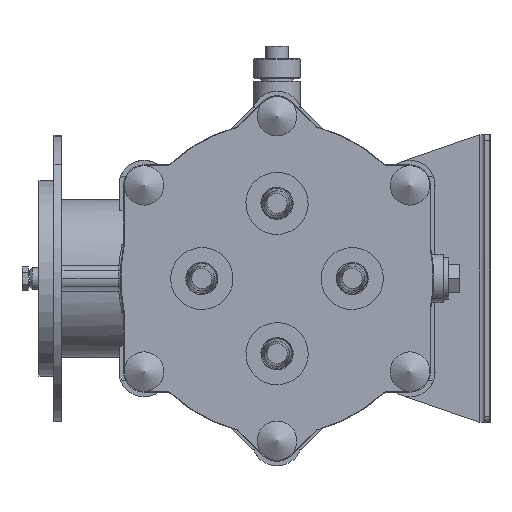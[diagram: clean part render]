
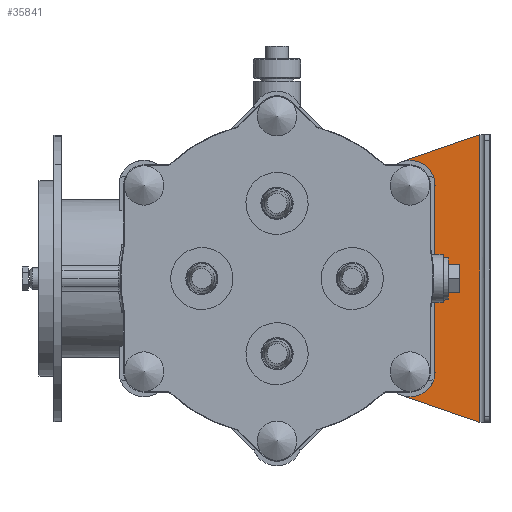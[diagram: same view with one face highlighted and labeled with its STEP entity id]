
A CAD part, left-side view. The second image highlights one B-rep face of the part: STEP entity #35841.
In plain terms, the highlighted planar face has unit normal (-1, 0, 0).
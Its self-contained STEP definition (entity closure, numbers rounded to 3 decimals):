
#1971=CIRCLE('',#37865,20.);
#1980=CIRCLE('',#37877,20.);
#1995=CIRCLE('',#37914,20.);
#2007=CIRCLE('',#37929,20.);
#2096=CIRCLE('',#38096,112.55);
#3451=LINE('',#52465,#6348);
#3456=LINE('',#52480,#6353);
#3466=LINE('',#52587,#6363);
#6348=VECTOR('',#42363,10.);
#6353=VECTOR('',#42378,10.);
#6363=VECTOR('',#42394,10.);
#9140=FACE_OUTER_BOUND('',#11180,.T.);
#11180=EDGE_LOOP('',(#23168,#23169,#23170,#23171,#23172,#23173,#23174,#23175));
#13628=VERTEX_POINT('',#51930);
#13633=VERTEX_POINT('',#51940);
#13643=VERTEX_POINT('',#51965);
#13644=VERTEX_POINT('',#51969);
#13679=VERTEX_POINT('',#52083);
#13685=VERTEX_POINT('',#52104);
#13775=VERTEX_POINT('',#52459);
#13782=VERTEX_POINT('',#52478);
#17110=EDGE_CURVE('',#13633,#13628,#1971,.T.);
#17125=EDGE_CURVE('',#13644,#13643,#1980,.T.);
#17181=EDGE_CURVE('',#13643,#13679,#1995,.T.);
#17193=EDGE_CURVE('',#13628,#13685,#2007,.T.);
#17353=EDGE_CURVE('',#13775,#13679,#3451,.T.);
#17360=EDGE_CURVE('',#13633,#13782,#3456,.T.);
#17374=EDGE_CURVE('',#13782,#13775,#3466,.T.);
#17390=EDGE_CURVE('',#13644,#13685,#2096,.T.);
#23168=ORIENTED_EDGE('',*,*,#17110,.F.);
#23169=ORIENTED_EDGE('',*,*,#17360,.T.);
#23170=ORIENTED_EDGE('',*,*,#17374,.T.);
#23171=ORIENTED_EDGE('',*,*,#17353,.T.);
#23172=ORIENTED_EDGE('',*,*,#17181,.F.);
#23173=ORIENTED_EDGE('',*,*,#17125,.F.);
#23174=ORIENTED_EDGE('',*,*,#17390,.T.);
#23175=ORIENTED_EDGE('',*,*,#17193,.F.);
#32651=PLANE('',#38104);
#35841=ADVANCED_FACE('',(#9140),#32651,.F.);
#37865=AXIS2_PLACEMENT_3D('',#51942,#41829,#41830);
#37877=AXIS2_PLACEMENT_3D('',#51971,#41859,#41860);
#37914=AXIS2_PLACEMENT_3D('',#52084,#41974,#41975);
#37929=AXIS2_PLACEMENT_3D('',#52105,#42004,#42005);
#38096=AXIS2_PLACEMENT_3D('',#52617,#42428,#42429);
#38104=AXIS2_PLACEMENT_3D('',#52627,#42444,#42445);
#41829=DIRECTION('center_axis',(-1.,0.,0.));
#41830=DIRECTION('ref_axis',(0.,0.,1.));
#41859=DIRECTION('center_axis',(-1.,0.,0.));
#41860=DIRECTION('ref_axis',(0.,0.,1.));
#41974=DIRECTION('center_axis',(-1.,0.,0.));
#41975=DIRECTION('ref_axis',(0.,0.,1.));
#42004=DIRECTION('center_axis',(-1.,0.,0.));
#42005=DIRECTION('ref_axis',(0.,0.,1.));
#42363=DIRECTION('',(0.,0.945,-0.327));
#42378=DIRECTION('',(0.,-0.945,-0.327));
#42394=DIRECTION('',(0.,0.,1.));
#42428=DIRECTION('center_axis',(1.,0.,0.));
#42429=DIRECTION('ref_axis',(0.,-0.766,0.643));
#42444=DIRECTION('center_axis',(1.,0.,0.));
#42445=DIRECTION('ref_axis',(0.,0.,-1.));
#51930=CARTESIAN_POINT('',(-302.5,-106.121,-94.307));
#51940=CARTESIAN_POINT('',(-302.5,-99.575,-93.205));
#51942=CARTESIAN_POINT('Origin',(-302.5,-106.121,-74.307));
#51965=CARTESIAN_POINT('',(-302.5,-106.121,54.307));
#51969=CARTESIAN_POINT('',(-302.5,-97.472,56.274));
#51971=CARTESIAN_POINT('Origin',(-302.5,-106.121,74.307));
#52083=CARTESIAN_POINT('',(-302.5,-99.575,93.205));
#52084=CARTESIAN_POINT('Origin',(-302.5,-106.121,74.307));
#52104=CARTESIAN_POINT('',(-302.5,-97.472,-56.274));
#52105=CARTESIAN_POINT('Origin',(-302.5,-106.121,-74.307));
#52459=CARTESIAN_POINT('',(-302.5,-162.,114.827));
#52465=CARTESIAN_POINT('',(-302.5,-162.5,115.));
#52478=CARTESIAN_POINT('',(-302.5,-162.,-114.827));
#52480=CARTESIAN_POINT('',(-302.5,-99.575,-93.205));
#52587=CARTESIAN_POINT('',(-302.5,-162.,-57.413));
#52617=CARTESIAN_POINT('Origin',(-302.5,0.,0.));
#52627=CARTESIAN_POINT('Origin',(-302.5,-135.72,0.));
